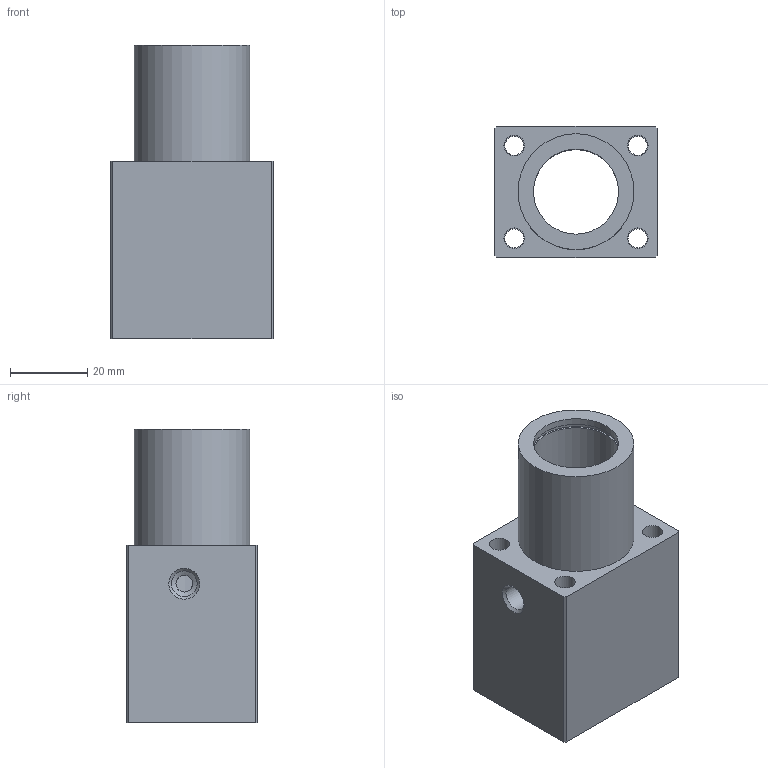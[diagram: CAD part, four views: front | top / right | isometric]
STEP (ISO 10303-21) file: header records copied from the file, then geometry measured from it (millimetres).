
FILE_DESCRIPTION( ( 'STEP AP214' ), '1' );
FILE_NAME( 'FTAG-12_2_14a.stp', ' ', ( ' ' ), ( ' ' ), 'PSStep 15.0.47', 'PARTsolutions', ' ' );
FILE_SCHEMA( ( 'AUTOMOTIVE_DESIGN { 1 0 10303 214 1 1 1 1 }' ) );
Length unit declared in the file: millimetre
Products named in the file (1): HI_FTAG-12
Bounding box: 42 x 34 x 76 mm (x, y, z)
Volume: 53647.6 mm3; surface area: 20256.4 mm2
Topology: 1 solids, 1 shells, 41 faces, 87 edges, 56 vertices
Faces by surface type: plane 19, cylinder 16, cone 6
Full cylindrical faces by diameter (mm): 4.3 x1, 4.917 x4, 5.3 x4, 6.647 x1, 22 x3, 23 x2, 30 x1
Entity records: 1392 total; most frequent: CARTESIAN_POINT 215, DIRECTION 180, ORIENTED_EDGE 122, EDGE_LOOP 84, AXIS2_PLACEMENT_3D 78, EDGE_CURVE 61, FACE_OUTER_BOUND 57, VERTEX_POINT 53
